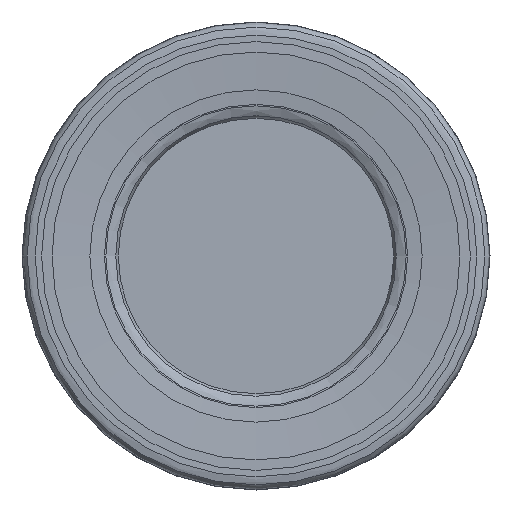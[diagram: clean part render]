
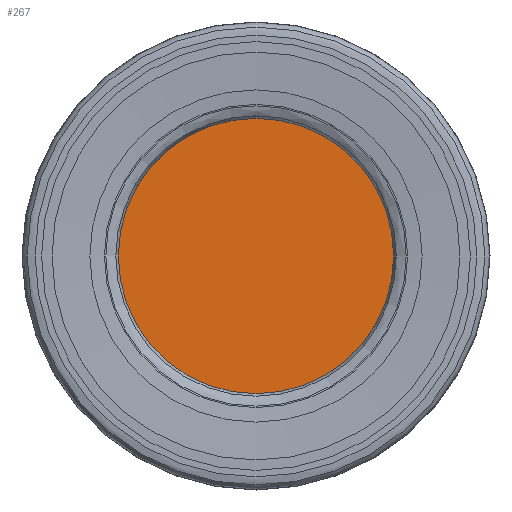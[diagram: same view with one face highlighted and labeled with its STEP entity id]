
A CAD part, left-side view. The second image highlights one B-rep face of the part: STEP entity #267.
In plain terms, the highlighted planar face has unit normal (-1, 0, 0).
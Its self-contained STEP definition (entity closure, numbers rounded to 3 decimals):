
#267=ADVANCED_FACE('',(#304),#302,.F.);
#302=PLANE('',#546);
#304=FACE_OUTER_BOUND('',#306,.T.);
#306=EDGE_LOOP('',(#374));
#374=ORIENTED_EDGE('',*,*,#476,.T.);
#442=VERTEX_POINT('',#710);
#476=EDGE_CURVE('',#442,#442,#510,.T.);
#510=CIRCLE('',#545,13.681);
#545=AXIS2_PLACEMENT_3D('',#709,#593,#594);
#546=AXIS2_PLACEMENT_3D('',#711,#595,#596);
#593=DIRECTION('',(-1.,0.,0.));
#594=DIRECTION('',(0.,0.,1.));
#595=DIRECTION('',(1.,0.,0.));
#596=DIRECTION('',(0.,0.,-1.));
#709=CARTESIAN_POINT('',(1.5,0.,0.));
#710=CARTESIAN_POINT('',(1.5,0.,13.681));
#711=CARTESIAN_POINT('',(1.5,0.,0.));
